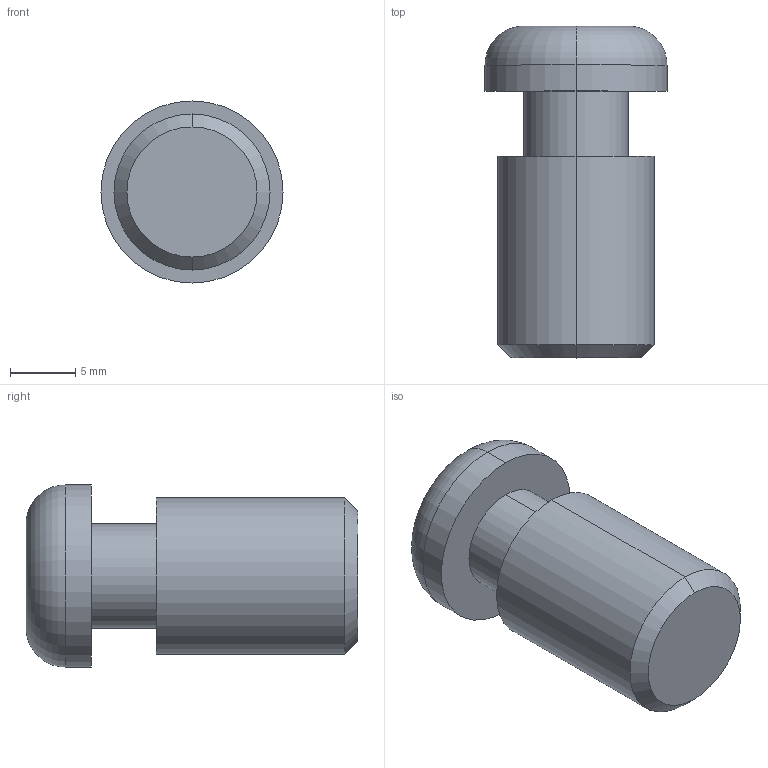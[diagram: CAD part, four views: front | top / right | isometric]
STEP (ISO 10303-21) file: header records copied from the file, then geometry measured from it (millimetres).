
FILE_DESCRIPTION (( 'STEP AP214' ), '1' );
FILE_NAME ('SNSD.30.50.20 Âèíò òîðöåâîé M12x20, ïàç 8(B67).STEP', '2014-11-19T10:17:02', ( 'XTreme.ws' ), ( 'XTreme.ws' ), 'SwSTEP 2.0', 'SolidWorks 2014', '' );
FILE_SCHEMA (( 'AUTOMOTIVE_DESIGN' ));
Length unit declared in the file: millimetre
Products named in the file (1): SNSD.30.50.20 Âèíò òîðöåâîé M12x20, ïàç 8(B67)
Bounding box: 14 x 25.5 x 14 mm (x, y, z)
Volume: 2589.3 mm3; surface area: 1350.1 mm2
Topology: 1 solids, 1 shells, 21 faces, 44 edges, 28 vertices
Faces by surface type: plane 11, cylinder 6, cone 2, torus 2
Entity records: 598 total; most frequent: DIRECTION 106, CARTESIAN_POINT 94, ORIENTED_EDGE 88, EDGE_CURVE 44, AXIS2_PLACEMENT_3D 40, VERTEX_POINT 28, LINE 26, VECTOR 26
